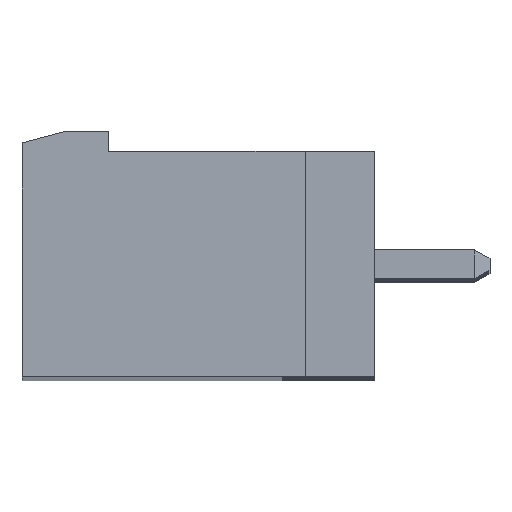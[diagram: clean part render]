
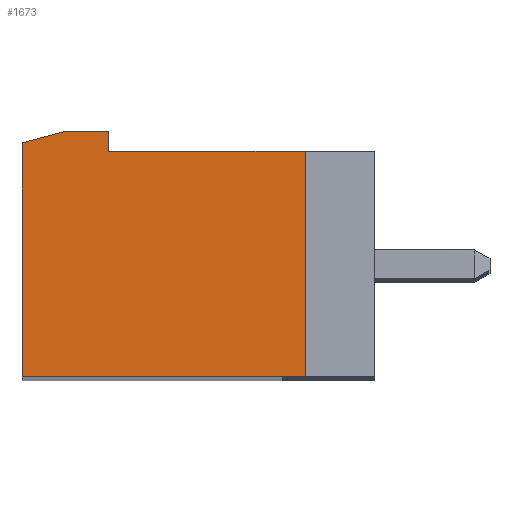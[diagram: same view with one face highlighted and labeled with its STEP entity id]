
A CAD part, top view. The second image highlights one B-rep face of the part: STEP entity #1673.
In plain terms, the highlighted planar face has unit normal (0, 0, 1).
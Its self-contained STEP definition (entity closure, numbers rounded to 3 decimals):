
#1673 = ADVANCED_FACE( '', ( #3450 ), #3451, .F. );
#3450 = FACE_OUTER_BOUND( '', #5272, .T. );
#3451 = PLANE( '', #5273 );
#5272 = EDGE_LOOP( '', ( #10233, #10234, #10235, #10236, #10237, #10238, #10239 ) );
#5273 = AXIS2_PLACEMENT_3D( '', #10240, #10241, #10242 );
#10233 = ORIENTED_EDGE( '', *, *, #11869, .F. );
#10234 = ORIENTED_EDGE( '', *, *, #12643, .F. );
#10235 = ORIENTED_EDGE( '', *, *, #12219, .F. );
#10236 = ORIENTED_EDGE( '', *, *, #12633, .F. );
#10237 = ORIENTED_EDGE( '', *, *, #12415, .F. );
#10238 = ORIENTED_EDGE( '', *, *, #12361, .F. );
#10239 = ORIENTED_EDGE( '', *, *, #12512, .F. );
#10240 = CARTESIAN_POINT( '', ( 197.225, 4.81, 61.96 ) );
#10241 = DIRECTION( '', ( 0., 0., -1. ) );
#10242 = DIRECTION( '', ( 0., -1., 0. ) );
#11869 = EDGE_CURVE( '', #14639, #14634, #14641, .T. );
#12219 = EDGE_CURVE( '', #15107, #15073, #15109, .T. );
#12361 = EDGE_CURVE( '', #15287, #15289, #15290, .T. );
#12415 = EDGE_CURVE( '', #15289, #15323, #15350, .T. );
#12512 = EDGE_CURVE( '', #14634, #15287, #15466, .T. );
#12633 = EDGE_CURVE( '', #15323, #15107, #15593, .T. );
#12643 = EDGE_CURVE( '', #15073, #14639, #15603, .T. );
#14634 = VERTEX_POINT( '', #18540 );
#14639 = VERTEX_POINT( '', #18547 );
#14641 = LINE( '', #18550, #18551 );
#15073 = VERTEX_POINT( '', #19204 );
#15107 = VERTEX_POINT( '', #19262 );
#15109 = LINE( '', #19265, #19266 );
#15287 = VERTEX_POINT( '', #19536 );
#15289 = VERTEX_POINT( '', #19539 );
#15290 = LINE( '', #19540, #19541 );
#15323 = VERTEX_POINT( '', #19588 );
#15350 = LINE( '', #19638, #19639 );
#15466 = LINE( '', #19805, #19806 );
#15593 = LINE( '', #19975, #19976 );
#15603 = LINE( '', #19987, #19988 );
#18540 = CARTESIAN_POINT( '', ( 197.425, 4.01, 61.96 ) );
#18547 = CARTESIAN_POINT( '', ( 197.425, 4.71, 61.96 ) );
#18550 = CARTESIAN_POINT( '', ( 197.425, 4.31, 61.96 ) );
#18551 = VECTOR( '', #21047, 1000. );
#19204 = CARTESIAN_POINT( '', ( 195.918, 4.71, 61.96 ) );
#19262 = CARTESIAN_POINT( '', ( 194.425, 4.31, 61.96 ) );
#19265 = CARTESIAN_POINT( '', ( 195.918, 4.71, 61.96 ) );
#19266 = VECTOR( '', #21315, 1000. );
#19536 = CARTESIAN_POINT( '', ( 204.225, 4.01, 61.96 ) );
#19539 = CARTESIAN_POINT( '', ( 204.225, -3.79, 61.96 ) );
#19540 = CARTESIAN_POINT( '', ( 204.225, -3.79, 61.96 ) );
#19541 = VECTOR( '', #21415, 1000. );
#19588 = CARTESIAN_POINT( '', ( 194.425, -3.79, 61.96 ) );
#19638 = CARTESIAN_POINT( '', ( 194.225, -3.79, 61.96 ) );
#19639 = VECTOR( '', #21459, 1000. );
#19805 = CARTESIAN_POINT( '', ( 204.025, 4.01, 61.96 ) );
#19806 = VECTOR( '', #21549, 1000. );
#19975 = CARTESIAN_POINT( '', ( 194.425, 4.41, 61.96 ) );
#19976 = VECTOR( '', #21616, 1000. );
#19987 = CARTESIAN_POINT( '', ( 197.425, 4.71, 61.96 ) );
#19988 = VECTOR( '', #21618, 1000. );
#21047 = DIRECTION( '', ( 0., -1., 0. ) );
#21315 = DIRECTION( '', ( 0.966, 0.259, 0. ) );
#21415 = DIRECTION( '', ( 0., -1., 0. ) );
#21459 = DIRECTION( '', ( -1., 0., 0. ) );
#21549 = DIRECTION( '', ( 1., 0., 0. ) );
#21616 = DIRECTION( '', ( 0., 1., 0. ) );
#21618 = DIRECTION( '', ( 1., 0., 0. ) );
